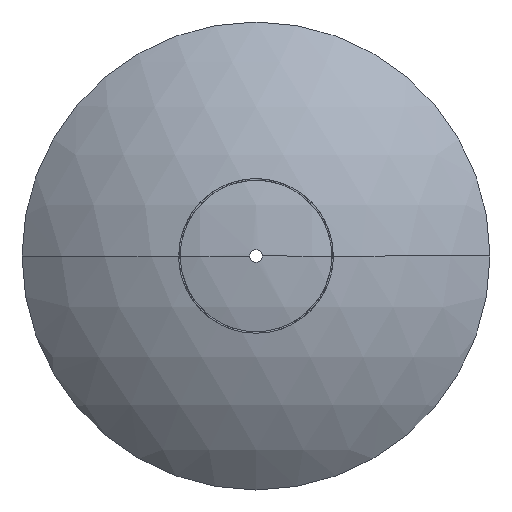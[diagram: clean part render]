
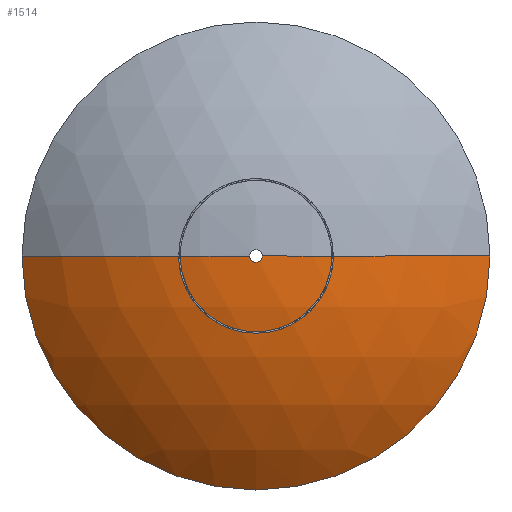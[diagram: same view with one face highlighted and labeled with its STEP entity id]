
A CAD part, front view. The second image highlights one B-rep face of the part: STEP entity #1514.
In plain terms, the highlighted spherical face has radius 741.33 mm.
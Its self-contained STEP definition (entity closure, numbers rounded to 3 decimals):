
#2 = VERTEX_POINT ( 'NONE', #1522 ) ;
#13 = ORIENTED_EDGE ( 'NONE', *, *, #1871, .T. ) ;
#23 = CIRCLE ( 'NONE', #1066, 13.5 ) ;
#41 = CARTESIAN_POINT ( 'NONE',  ( 500., 194., 0. ) ) ;
#47 = CARTESIAN_POINT ( 'NONE',  ( 0., 0.123, -13.5 ) ) ;
#121 = CARTESIAN_POINT ( 'NONE',  ( 0., 741.33, 0. ) ) ;
#135 = DIRECTION ( 'NONE',  ( -1., 0., 0. ) ) ;
#181 = VERTEX_POINT ( 'NONE', #277 ) ;
#258 = DIRECTION ( 'NONE',  ( 0., -1., 0. ) ) ;
#277 = CARTESIAN_POINT ( 'NONE',  ( -500., 194., 0. ) ) ;
#354 = CIRCLE ( 'NONE', #1313, 741.33 ) ;
#390 = DIRECTION ( 'NONE',  ( 0., 0., 1. ) ) ;
#404 = SPHERICAL_SURFACE ( 'NONE', #1866, 741.33 ) ;
#427 = CIRCLE ( 'NONE', #1437, 13.5 ) ;
#453 = FACE_OUTER_BOUND ( 'NONE', #1742, .T. ) ;
#562 = VERTEX_POINT ( 'NONE', #47 ) ;
#660 = VERTEX_POINT ( 'NONE', #41 ) ;
#698 = ORIENTED_EDGE ( 'NONE', *, *, #756, .F. ) ;
#756 = EDGE_CURVE ( 'NONE', #562, #2, #427, .T. ) ;
#760 = ORIENTED_EDGE ( 'NONE', *, *, #2053, .F. ) ;
#803 = DIRECTION ( 'NONE',  ( -1., 0., 0. ) ) ;
#932 = DIRECTION ( 'NONE',  ( 0., 0., 1. ) ) ;
#994 = CARTESIAN_POINT ( 'NONE',  ( 0., 741.33, 0. ) ) ;
#1017 = DIRECTION ( 'NONE',  ( 0., -1., 0. ) ) ;
#1020 = CARTESIAN_POINT ( 'NONE',  ( 0., 194., 0. ) ) ;
#1031 = AXIS2_PLACEMENT_3D ( 'NONE', #1020, #2299, #1775 ) ;
#1066 = AXIS2_PLACEMENT_3D ( 'NONE', #1771, #258, #390 ) ;
#1101 = VERTEX_POINT ( 'NONE', #1642 ) ;
#1102 = AXIS2_PLACEMENT_3D ( 'NONE', #1119, #932, #2069 ) ;
#1119 = CARTESIAN_POINT ( 'NONE',  ( 0., 741.33, 0. ) ) ;
#1187 = DIRECTION ( 'NONE',  ( 0., 0., 1. ) ) ;
#1313 = AXIS2_PLACEMENT_3D ( 'NONE', #121, #1821, #135 ) ;
#1437 = AXIS2_PLACEMENT_3D ( 'NONE', #2125, #1017, #1187 ) ;
#1481 = CIRCLE ( 'NONE', #1031, 500. ) ;
#1500 = EDGE_CURVE ( 'NONE', #660, #181, #1481, .T. ) ;
#1514 = ADVANCED_FACE ( 'NONE', ( #453 ), #404, .T. ) ;
#1522 = CARTESIAN_POINT ( 'NONE',  ( 13.5, 0.123, 0. ) ) ;
#1642 = CARTESIAN_POINT ( 'NONE',  ( -13.5, 0.123, 0. ) ) ;
#1661 = ORIENTED_EDGE ( 'NONE', *, *, #2160, .F. ) ;
#1716 = ORIENTED_EDGE ( 'NONE', *, *, #1500, .F. ) ;
#1742 = EDGE_LOOP ( 'NONE', ( #760, #698, #1661, #13, #1716 ) ) ;
#1762 = DIRECTION ( 'NONE',  ( 0., 0., 1. ) ) ;
#1771 = CARTESIAN_POINT ( 'NONE',  ( 0., 0.123, 0. ) ) ;
#1775 = DIRECTION ( 'NONE',  ( -1., 0., 0. ) ) ;
#1821 = DIRECTION ( 'NONE',  ( 0., 0., -1. ) ) ;
#1866 = AXIS2_PLACEMENT_3D ( 'NONE', #994, #1762, #803 ) ;
#1871 = EDGE_CURVE ( 'NONE', #1101, #181, #354, .T. ) ;
#2053 = EDGE_CURVE ( 'NONE', #2, #660, #2063, .T. ) ;
#2063 = CIRCLE ( 'NONE', #1102, 741.33 ) ;
#2069 = DIRECTION ( 'NONE',  ( 1., 0., 0. ) ) ;
#2125 = CARTESIAN_POINT ( 'NONE',  ( 0., 0.123, 0. ) ) ;
#2160 = EDGE_CURVE ( 'NONE', #1101, #562, #23, .T. ) ;
#2299 = DIRECTION ( 'NONE',  ( 0., 1., 0. ) ) ;
